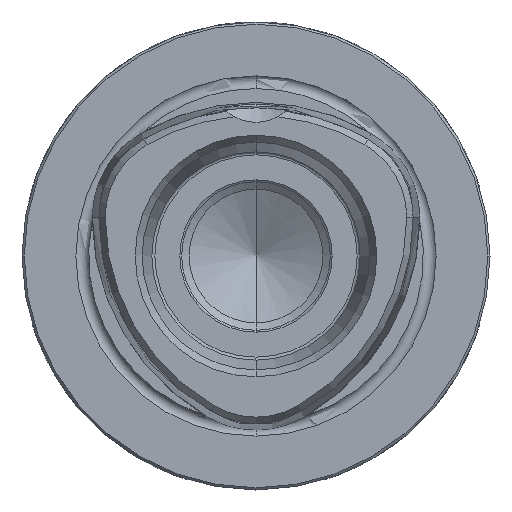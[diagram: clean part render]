
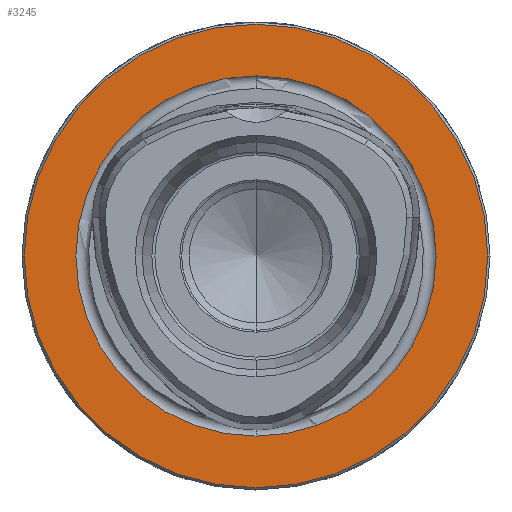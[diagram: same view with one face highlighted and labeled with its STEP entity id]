
A CAD part, front view. The second image highlights one B-rep face of the part: STEP entity #3245.
In plain terms, the highlighted planar face has unit normal (0, -1, 0).
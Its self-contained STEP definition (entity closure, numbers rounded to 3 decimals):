
#1177=CARTESIAN_POINT('',(0.,0.,
0.));
#1178=DIRECTION('',(0.,-1.,0.));
#1179=DIRECTION('',(1.,0.,0.));
#1180=AXIS2_PLACEMENT_3D('',#1177,#1178,#1179);
#1182=CARTESIAN_POINT('',(0.,0.,
0.));
#1183=DIRECTION('',(0.,-1.,0.));
#1184=DIRECTION('',(-1.,0.,0.));
#1185=AXIS2_PLACEMENT_3D('',#1182,#1183,#1184);
#1187=CARTESIAN_POINT('',(0.,0.,0.));
#1188=DIRECTION('',(0.,-1.,0.));
#1189=DIRECTION('',(0.,0.,-1.));
#1190=AXIS2_PLACEMENT_3D('',#1187,#1188,#1189);
#1192=CARTESIAN_POINT('',(0.,0.,0.));
#1193=DIRECTION('',(0.,-1.,0.));
#1194=DIRECTION('',(0.,0.,1.));
#1195=AXIS2_PLACEMENT_3D('',#1192,#1193,#1194);
#1906=CARTESIAN_POINT('',(31.2,0.,
0.));
#1907=CARTESIAN_POINT('',(-31.2,0.,0.));
#1908=VERTEX_POINT('',#1906);
#1909=VERTEX_POINT('',#1907);
#1914=CARTESIAN_POINT('',(0.,0.,-24.25));
#1915=CARTESIAN_POINT('',(0.,0.,24.25));
#1916=VERTEX_POINT('',#1914);
#1917=VERTEX_POINT('',#1915);
#3230=CARTESIAN_POINT('',(0.,0.,0.));
#3231=DIRECTION('',(0.,-1.,0.));
#3232=DIRECTION('',(-1.,0.,0.));
#3233=AXIS2_PLACEMENT_3D('',#3230,#3231,#3232);
#3234=PLANE('',#3233);
#3236=ORIENTED_EDGE('',*,*,#3235,.F.);
#3238=ORIENTED_EDGE('',*,*,#3237,.F.);
#3239=EDGE_LOOP('',(#3236,#3238));
#3240=FACE_OUTER_BOUND('',#3239,.F.);
#3241=ORIENTED_EDGE('',*,*,#2393,.T.);
#3242=ORIENTED_EDGE('',*,*,#2258,.T.);
#3243=EDGE_LOOP('',(#3241,#3242));
#3244=FACE_BOUND('',#3243,.F.);
#3245=ADVANCED_FACE('',(#3240,#3244),#3234,.T.);
#1181=CIRCLE('',#1180,31.2);
#1186=CIRCLE('',#1185,31.2);
#1191=CIRCLE('',#1190,24.25);
#1196=CIRCLE('',#1195,24.25);
#2258=EDGE_CURVE('',#1917,#1916,#1196,.T.);
#2393=EDGE_CURVE('',#1916,#1917,#1191,.T.);
#3235=EDGE_CURVE('',#1908,#1909,#1181,.T.);
#3237=EDGE_CURVE('',#1909,#1908,#1186,.T.);
